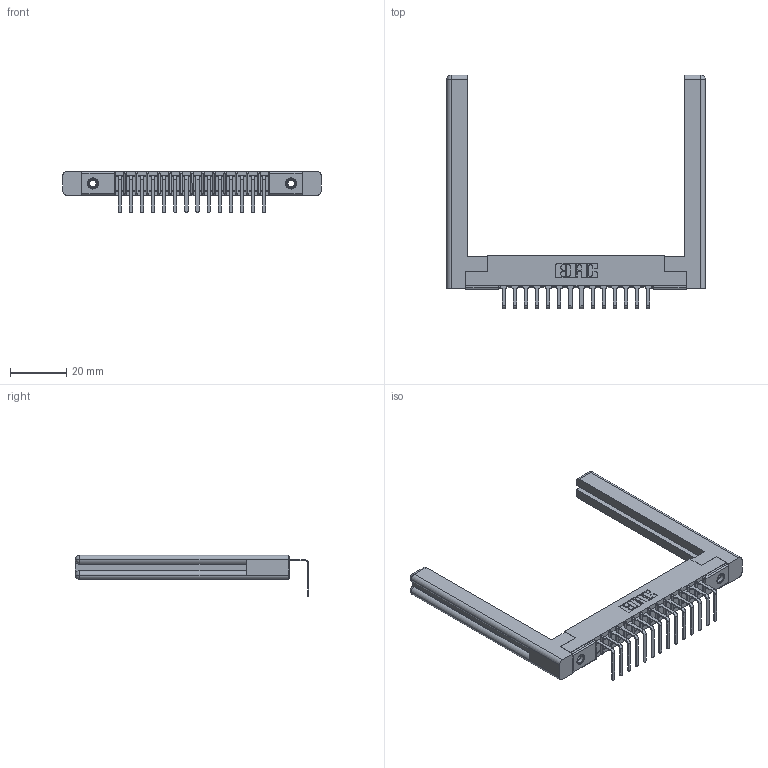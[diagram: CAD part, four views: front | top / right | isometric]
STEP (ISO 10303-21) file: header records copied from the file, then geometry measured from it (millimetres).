
FILE_DESCRIPTION (( 'STEP AP203' ), '1' );
FILE_NAME ('307-014-558-158.STEP', '2019-09-04T12:39:28', ( '' ), ( '' ), 'SwSTEP 2.0', 'SolidWorks 2016', '' );
FILE_SCHEMA (( 'CONFIG_CONTROL_DESIGN' ));
Length unit declared in the file: inch
Products named in the file (5): 307-014-558-158; 345-250-001_345-250-001-102; 307-220-058; 307-290-001_558 - 2 (Single); 307 Part_.156 Dia Mounting Holes
Assembly tree (19 placements, depth 2):
  307-014-558-158
    307 Part_.156 Dia Mounting Holes
    307-290-001_558 - 2 (Single)  x14
    307-220-058  x2
    345-250-001_345-250-001-102  x2
Bounding box: 92.1 x 83.27 x 14.81 mm (x, y, z)
Volume: 13615.8 mm3; surface area: 14562.9 mm2
Topology: 19 solids, 19 shells, 1115 faces, 3113 edges, 2002 vertices
Faces by surface type: plane 700, cylinder 361, sphere 30, torus 12, cone 12
Entity records: 18191 total; most frequent: CARTESIAN_POINT 3063, ORIENTED_EDGE 2988, DIRECTION 2956, EDGE_CURVE 1494, VECTOR 1130, LINE 1130, VERTEX_POINT 966, AXIS2_PLACEMENT_3D 913
